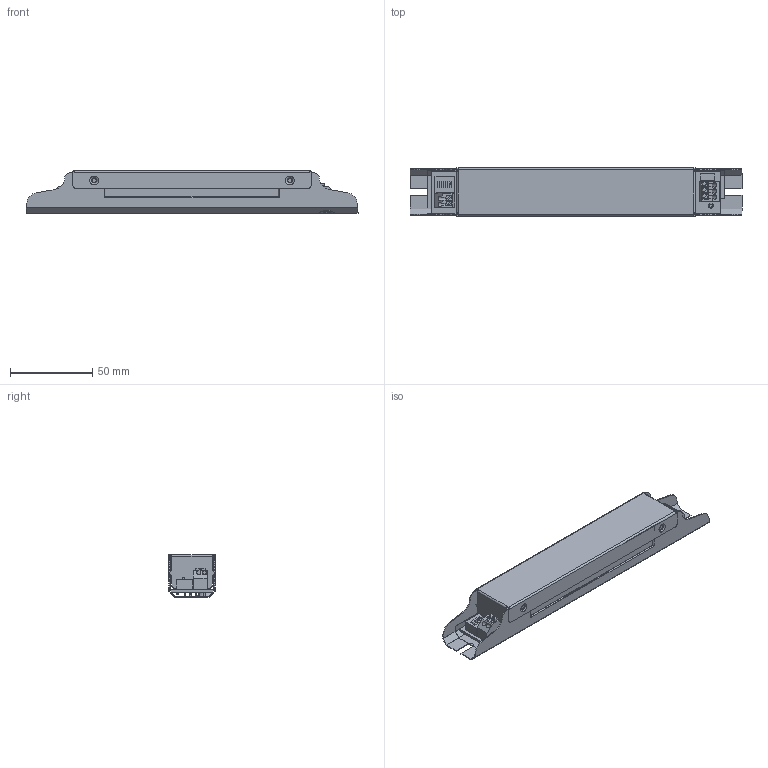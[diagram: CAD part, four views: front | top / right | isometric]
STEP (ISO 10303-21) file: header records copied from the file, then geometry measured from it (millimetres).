
FILE_DESCRIPTION(('STEP AP214'), '1');
FILE_NAME('ﾈﾏﾑ50-350ﾒﾄ(260-400I) IP20 0221', '', ('UNSPECIFIED'), ('UNSPECIFIED'), 'C3D Converter', 'C3D Toolkit', '');
FILE_SCHEMA(('AUTOMOTIVE_DESIGN { 1 0 10303 214 3 1 1}'));
Length unit declared in the file: millimetre
Products named in the file (1): ИПС
Bounding box: 202 x 29.2 x 26 mm (x, y, z)
Volume: 23298.4 mm3; surface area: 60553.4 mm2
Topology: 1 solids, 1 shells, 594 faces, 1631 edges, 1039 vertices
Faces by surface type: plane 430, cylinder 111, torus 26, sphere 15, bspline 5, extrusion 4, cone 3
Full cylindrical faces by diameter (mm): 0.7 x4, 2.9 x1, 3.2 x3, 5.6 x1
Entity records: 24200 total; most frequent: CARTESIAN_POINT 4375, ORIENTED_EDGE 3174, DIRECTION 2955, EDGE_CURVE 1587, VECTOR 1267, LINE 1263, VERTEX_POINT 1039, AXIS2_PLACEMENT_3D 844
